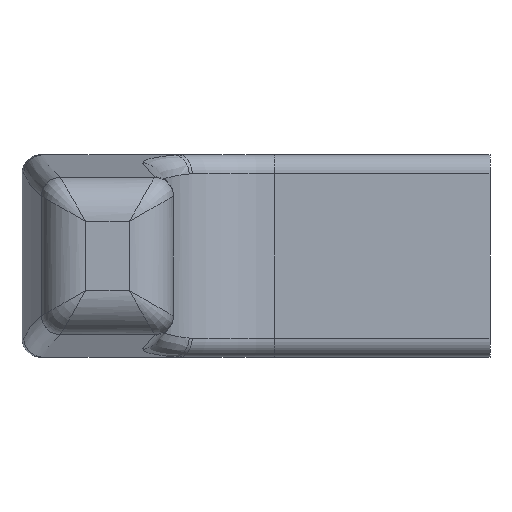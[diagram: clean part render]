
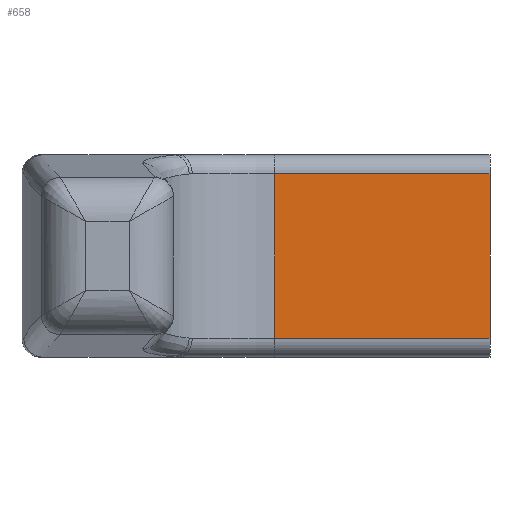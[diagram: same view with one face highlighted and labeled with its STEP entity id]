
A CAD part, left-side view. The second image highlights one B-rep face of the part: STEP entity #658.
In plain terms, the highlighted planar face has unit normal (-1, 0, 0).
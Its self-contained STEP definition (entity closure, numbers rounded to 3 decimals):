
#596=VERTEX_POINT('',#1386);
#610=EDGE_CURVE('',#596,#678,#1401,.T.);
#626=EDGE_CURVE('',#746,#926,#1418,.T.);
#658=ADVANCED_FACE('',(#1454),#1455,.T.);
#678=VERTEX_POINT('',#1476);
#694=EDGE_CURVE('',#678,#746,#1493,.T.);
#746=VERTEX_POINT('',#1549);
#926=VERTEX_POINT('',#1754);
#1040=EDGE_CURVE('',#596,#926,#1885,.T.);
#1386=CARTESIAN_POINT('',(-8.0,0.0,6.5));
#1401=LINE('',#3386,#3387);
#1418=LINE('',#3591,#3592);
#1454=FACE_OUTER_BOUND('',#3769,.T.);
#1455=PLANE('',#3770);
#1476=CARTESIAN_POINT('',(-8.0,17.0,6.5));
#1493=LINE('',#3831,#3832);
#1549=CARTESIAN_POINT('',(-8.0,17.0,-6.5));
#1754=CARTESIAN_POINT('',(-8.0,0.0,-6.5));
#1885=LINE('',#7833,#7834);
#3386=CARTESIAN_POINT('',(-8.0,0.0,6.5));
#3387=VECTOR('',#8863,1000.0);
#3591=CARTESIAN_POINT('',(-8.0,0.0,-6.5));
#3592=VECTOR('',#8873,1000.0);
#3769=EDGE_LOOP('',(#8917,#8918,#8919,#8920));
#3770=AXIS2_PLACEMENT_3D('',#8921,#8922,#8923);
#3831=CARTESIAN_POINT('',(-8.0,17.0,-8.0));
#3832=VECTOR('',#8957,1000.0);
#7833=CARTESIAN_POINT('',(-8.0,0.0,-8.0));
#7834=VECTOR('',#9385,1000.0);
#8863=DIRECTION('',(0.0,1.0,0.0));
#8873=DIRECTION('',(0.0,-1.0,0.0));
#8917=ORIENTED_EDGE('',*,*,#1040,.F.);
#8918=ORIENTED_EDGE('',*,*,#610,.T.);
#8919=ORIENTED_EDGE('',*,*,#694,.T.);
#8920=ORIENTED_EDGE('',*,*,#626,.T.);
#8921=CARTESIAN_POINT('',(-8.0,0.0,-8.0));
#8922=DIRECTION('',(-1.0,0.0,0.0));
#8923=DIRECTION('',(0.0,0.0,1.0));
#8957=DIRECTION('',(0.0,0.0,-1.0));
#9385=DIRECTION('',(0.0,0.0,-1.0));
